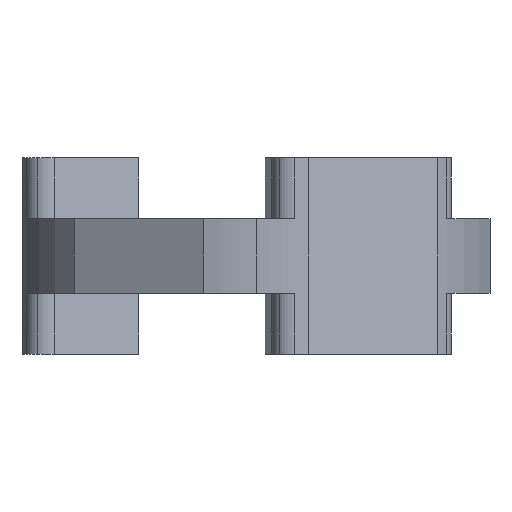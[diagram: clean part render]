
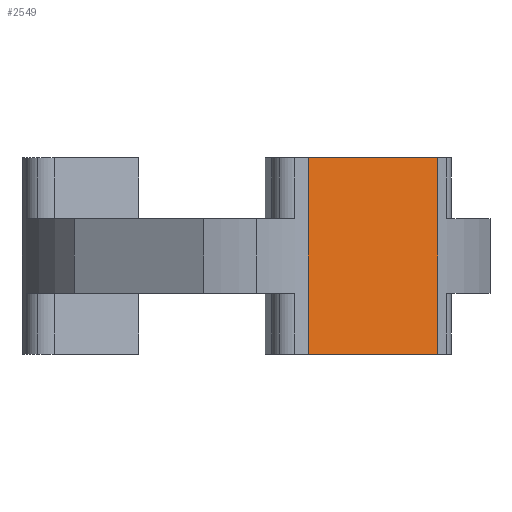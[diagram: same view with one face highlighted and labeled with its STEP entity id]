
A CAD part, left-side view. The second image highlights one B-rep face of the part: STEP entity #2549.
In plain terms, the highlighted planar face has unit normal (-0.866, -0.5, 0).
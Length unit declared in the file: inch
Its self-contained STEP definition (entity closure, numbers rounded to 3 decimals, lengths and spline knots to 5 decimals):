
#925=CARTESIAN_POINT('',(-0.35297,-0.38863,-0.21));
#926=VERTEX_POINT('',#925);
#934=CARTESIAN_POINT('',(-0.51305,-0.11137,-0.21));
#935=VERTEX_POINT('',#934);
#936=CARTESIAN_POINT('',(-0.35297,-0.38863,-0.21));
#937=DIRECTION('',(-0.5,0.866,0.0));
#938=VECTOR('',#937,0.32016);
#939=LINE('',#936,#938);
#940=EDGE_CURVE('',#926,#935,#939,.T.);
#1042=CARTESIAN_POINT('',(-0.35297,-0.38863,0.21));
#1043=VERTEX_POINT('',#1042);
#1051=CARTESIAN_POINT('',(-0.35297,-0.38863,0.21));
#1052=DIRECTION('',(0.0,0.0,-1.0));
#1053=VECTOR('',#1052,0.42);
#1054=LINE('',#1051,#1053);
#1055=EDGE_CURVE('',#1043,#926,#1054,.T.);
#1503=CARTESIAN_POINT('',(-0.51305,-0.11137,0.21));
#1504=VERTEX_POINT('',#1503);
#1512=CARTESIAN_POINT('',(-0.35297,-0.38863,0.21));
#1513=DIRECTION('',(-0.5,0.866,0.0));
#1514=VECTOR('',#1513,0.32016);
#1515=LINE('',#1512,#1514);
#1516=EDGE_CURVE('',#1043,#1504,#1515,.T.);
#2287=CARTESIAN_POINT('',(-0.51305,-0.11137,0.21));
#2288=DIRECTION('',(0.0,0.0,-1.0));
#2289=VECTOR('',#2288,0.42);
#2290=LINE('',#2287,#2289);
#2291=EDGE_CURVE('',#1504,#935,#2290,.T.);
#2538=CARTESIAN_POINT('',(-0.28868,-0.5,0.0));
#2539=DIRECTION('',(-0.866,-0.5,0.0));
#2540=DIRECTION('',(0.0,0.0,1.0));
#2541=AXIS2_PLACEMENT_3D('',#2538,#2539,#2540);
#2542=PLANE('',#2541);
#2543=ORIENTED_EDGE('',*,*,#1055,.F.);
#2544=ORIENTED_EDGE('',*,*,#1516,.T.);
#2545=ORIENTED_EDGE('',*,*,#2291,.T.);
#2546=ORIENTED_EDGE('',*,*,#940,.F.);
#2547=EDGE_LOOP('',(#2543,#2544,#2545,#2546));
#2548=FACE_OUTER_BOUND('',#2547,.T.);
#2549=ADVANCED_FACE('',(#2548),#2542,.T.);
